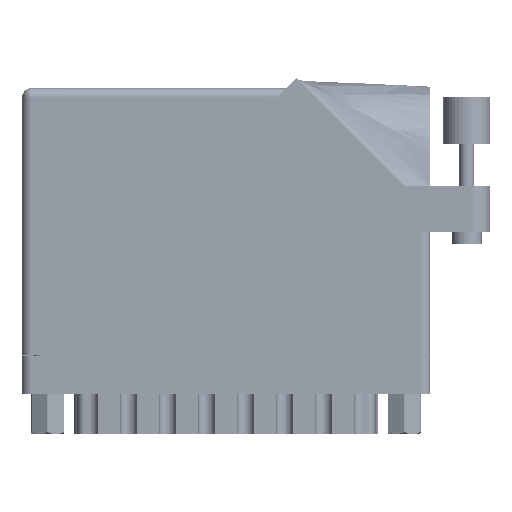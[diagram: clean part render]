
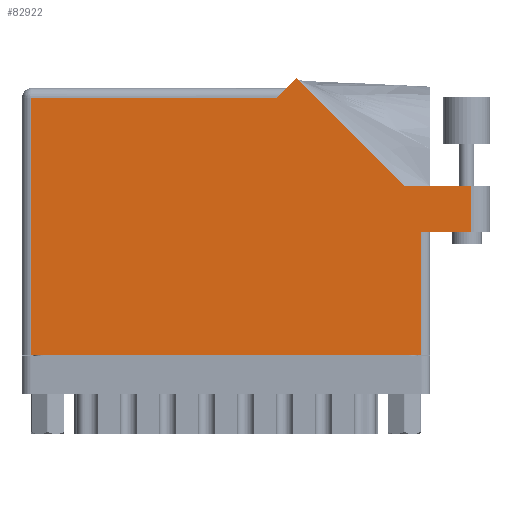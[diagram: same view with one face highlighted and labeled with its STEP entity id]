
A CAD part, front view. The second image highlights one B-rep face of the part: STEP entity #82922.
In plain terms, the highlighted face is planar.
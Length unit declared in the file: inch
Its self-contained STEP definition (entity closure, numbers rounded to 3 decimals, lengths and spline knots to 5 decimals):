
#1532 = CARTESIAN_POINT ( 'NONE',  ( 1.82871, 1.84571, 0. ) ) ;
#2226 = ORIENTED_EDGE ( 'NONE', *, *, #84798, .T. ) ;
#2597 = VERTEX_POINT ( 'NONE', #55831 ) ;
#2630 = CARTESIAN_POINT ( 'NONE',  ( 2.993, 1.122, 0. ) ) ;
#4561 = CARTESIAN_POINT ( 'NONE',  ( 2.656, 0.815, 0. ) ) ;
#4575 = VERTEX_POINT ( 'NONE', #52090 ) ;
#5923 = LINE ( 'NONE', #2630, #68370 ) ;
#6936 = VECTOR ( 'NONE', #63854, 39.37008 ) ;
#7038 = LINE ( 'NONE', #20390, #32988 ) ;
#9151 = EDGE_CURVE ( 'NONE', #66464, #85361, #5923, .T. ) ;
#10711 = FACE_OUTER_BOUND ( 'NONE', #36627, .T. ) ;
#12052 = LINE ( 'NONE', #4561, #52558 ) ;
#13412 = DIRECTION ( 'NONE',  ( 0., -1., 0. ) ) ;
#14002 = CARTESIAN_POINT ( 'NONE',  ( 2.55242, 1.122, 0. ) ) ;
#14033 = VECTOR ( 'NONE', #56003, 39.37008 ) ;
#14960 = VERTEX_POINT ( 'NONE', #22142 ) ;
#17888 = CARTESIAN_POINT ( 'NONE',  ( 1.696, 1.713, 0. ) ) ;
#18594 = CARTESIAN_POINT ( 'NONE',  ( 1.758, 1.775, 0. ) ) ;
#18815 = LINE ( 'NONE', #20333, #56270 ) ;
#19112 = ORIENTED_EDGE ( 'NONE', *, *, #53886, .T. ) ;
#19450 = DIRECTION ( 'NONE',  ( -1., 0., 0. ) ) ;
#19677 = ORIENTED_EDGE ( 'NONE', *, *, #66072, .T. ) ;
#19739 = CARTESIAN_POINT ( 'NONE',  ( 0., 1.775, 0. ) ) ;
#20333 = CARTESIAN_POINT ( 'NONE',  ( 0., 1.713, 0. ) ) ;
#20390 = CARTESIAN_POINT ( 'NONE',  ( 0.062, 0., 0. ) ) ;
#22142 = CARTESIAN_POINT ( 'NONE',  ( 2.55242, 1.122, 0. ) ) ;
#22954 = CARTESIAN_POINT ( 'NONE',  ( 2.656, 0.815, 0. ) ) ;
#23939 = CARTESIAN_POINT ( 'NONE',  ( 0., 0., 0. ) ) ;
#24369 = VERTEX_POINT ( 'NONE', #17888 ) ;
#24910 = LINE ( 'NONE', #32103, #71810 ) ;
#26760 = DIRECTION ( 'NONE',  ( -0.707, 0.707, 0. ) ) ;
#27089 = ORIENTED_EDGE ( 'NONE', *, *, #29980, .T. ) ;
#27510 = VERTEX_POINT ( 'NONE', #1532 ) ;
#27517 = VECTOR ( 'NONE', #26760, 39.37008 ) ;
#29980 = EDGE_CURVE ( 'NONE', #76438, #84451, #12052, .T. ) ;
#30472 = ORIENTED_EDGE ( 'NONE', *, *, #9151, .T. ) ;
#30568 = CARTESIAN_POINT ( 'NONE',  ( 2.656, 0., 0. ) ) ;
#32103 = CARTESIAN_POINT ( 'NONE',  ( 2.718, 0.815, 0. ) ) ;
#32988 = VECTOR ( 'NONE', #13412, 39.37008 ) ;
#33062 = PLANE ( 'NONE',  #59030 ) ;
#33800 = LINE ( 'NONE', #14002, #27517 ) ;
#34392 = LINE ( 'NONE', #18594, #68853 ) ;
#36627 = EDGE_LOOP ( 'NONE', ( #48383, #30472, #81593, #19677, #53521, #2226, #19112, #75270, #27089 ) ) ;
#41028 = LINE ( 'NONE', #42028, #14033 ) ;
#42028 = CARTESIAN_POINT ( 'NONE',  ( 3.118, 1.122, 0. ) ) ;
#45580 = DIRECTION ( 'NONE',  ( 0., 0., -1. ) ) ;
#45586 = DIRECTION ( 'NONE',  ( -0.707, -0.707, 0. ) ) ;
#48383 = ORIENTED_EDGE ( 'NONE', *, *, #70403, .T. ) ;
#49135 = DIRECTION ( 'NONE',  ( 0., 1., 0. ) ) ;
#52090 = CARTESIAN_POINT ( 'NONE',  ( 0.062, 0., 0. ) ) ;
#52558 = VECTOR ( 'NONE', #85064, 39.37008 ) ;
#53521 = ORIENTED_EDGE ( 'NONE', *, *, #68557, .T. ) ;
#53886 = EDGE_CURVE ( 'NONE', #2597, #4575, #7038, .T. ) ;
#55627 = EDGE_CURVE ( 'NONE', #85361, #14960, #41028, .T. ) ;
#55831 = CARTESIAN_POINT ( 'NONE',  ( 0.062, 1.713, 0. ) ) ;
#56003 = DIRECTION ( 'NONE',  ( -1., 0., 0. ) ) ;
#56270 = VECTOR ( 'NONE', #73600, 39.37008 ) ;
#58648 = DIRECTION ( 'NONE',  ( 1., 0., 0. ) ) ;
#59030 = AXIS2_PLACEMENT_3D ( 'NONE', #19739, #45580, #19450 ) ;
#63854 = DIRECTION ( 'NONE',  ( 1., 0., 0. ) ) ;
#66072 = EDGE_CURVE ( 'NONE', #14960, #27510, #33800, .T. ) ;
#66464 = VERTEX_POINT ( 'NONE', #70714 ) ;
#68370 = VECTOR ( 'NONE', #49135, 39.37008 ) ;
#68557 = EDGE_CURVE ( 'NONE', #27510, #24369, #34392, .T. ) ;
#68853 = VECTOR ( 'NONE', #45586, 39.37008 ) ;
#70403 = EDGE_CURVE ( 'NONE', #84451, #66464, #24910, .T. ) ;
#70714 = CARTESIAN_POINT ( 'NONE',  ( 2.993, 0.815, 0. ) ) ;
#71810 = VECTOR ( 'NONE', #58648, 39.37008 ) ;
#72416 = EDGE_CURVE ( 'NONE', #4575, #76438, #77715, .T. ) ;
#73600 = DIRECTION ( 'NONE',  ( -1., 0., 0. ) ) ;
#74196 = CARTESIAN_POINT ( 'NONE',  ( 2.993, 1.122, 0. ) ) ;
#75270 = ORIENTED_EDGE ( 'NONE', *, *, #72416, .T. ) ;
#76438 = VERTEX_POINT ( 'NONE', #30568 ) ;
#77715 = LINE ( 'NONE', #23939, #6936 ) ;
#81593 = ORIENTED_EDGE ( 'NONE', *, *, #55627, .T. ) ;
#82922 = ADVANCED_FACE ( 'NONE', ( #10711 ), #33062, .F. ) ;
#84451 = VERTEX_POINT ( 'NONE', #22954 ) ;
#84798 = EDGE_CURVE ( 'NONE', #24369, #2597, #18815, .T. ) ;
#85064 = DIRECTION ( 'NONE',  ( 0., 1., 0. ) ) ;
#85361 = VERTEX_POINT ( 'NONE', #74196 ) ;
